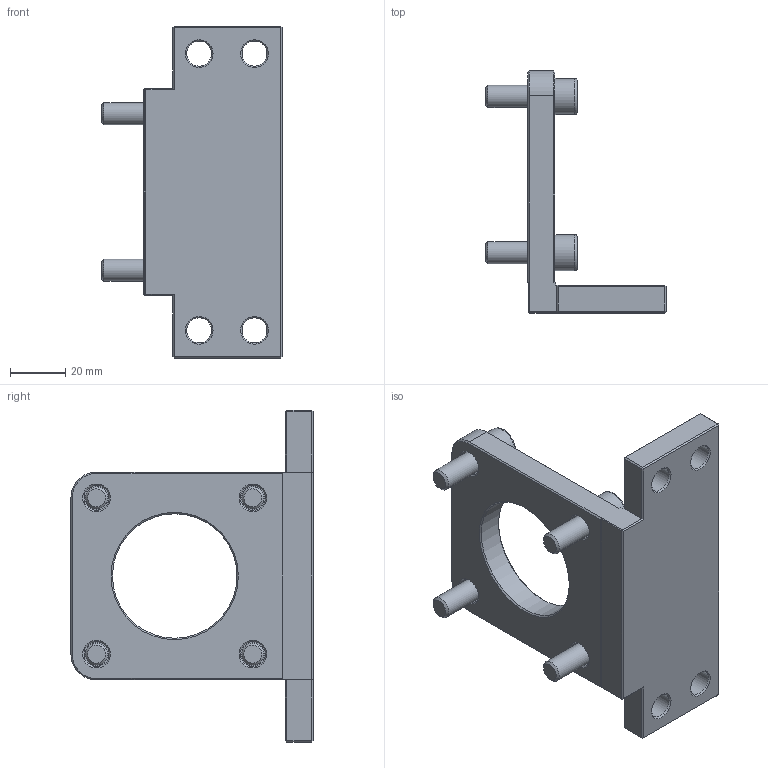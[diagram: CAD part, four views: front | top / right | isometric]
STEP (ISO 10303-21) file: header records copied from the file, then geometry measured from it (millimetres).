
FILE_DESCRIPTION(/* description */ (''),/* implementation_level */ '2;1');
FILE_NAME(/* name */ 'CAD_69165.stp',/* time_stamp */ '2018-02-20T12:49:30+01:00',/* author */ ('Hypex'),/* organization */ ('Hypex'),/* preprocessor_version */ 'ST-DEVELOPER v17',/* originating_system */ 'Autodesk Inventor 2018',/* authorisation */ '');
FILE_SCHEMA (('AUTOMOTIVE_DESIGN { 1 0 10303 214 3 1 1 }'));
Length unit declared in the file: millimetre
Products named in the file (1): HGL 63 KOTNIK PNCE PRITRDITEV CILINDRA
Bounding box: 65.2 x 87.5 x 120 mm (x, y, z)
Volume: 99481.8 mm3; surface area: 31054.9 mm2
Topology: 1 solids, 1 shells, 140 faces, 354 edges, 228 vertices
Faces by surface type: plane 83, cone 30, cylinder 19, torus 8
Full cylindrical faces by diameter (mm): 8 x4, 9 x8, 13 x4, 45 x1
Entity records: 4371 total; most frequent: CARTESIAN_POINT 775, DIRECTION 724, ORIENTED_EDGE 700, EDGE_CURVE 350, AXIS2_PLACEMENT_3D 261, VERTEX_POINT 228, LINE 202, VECTOR 202
